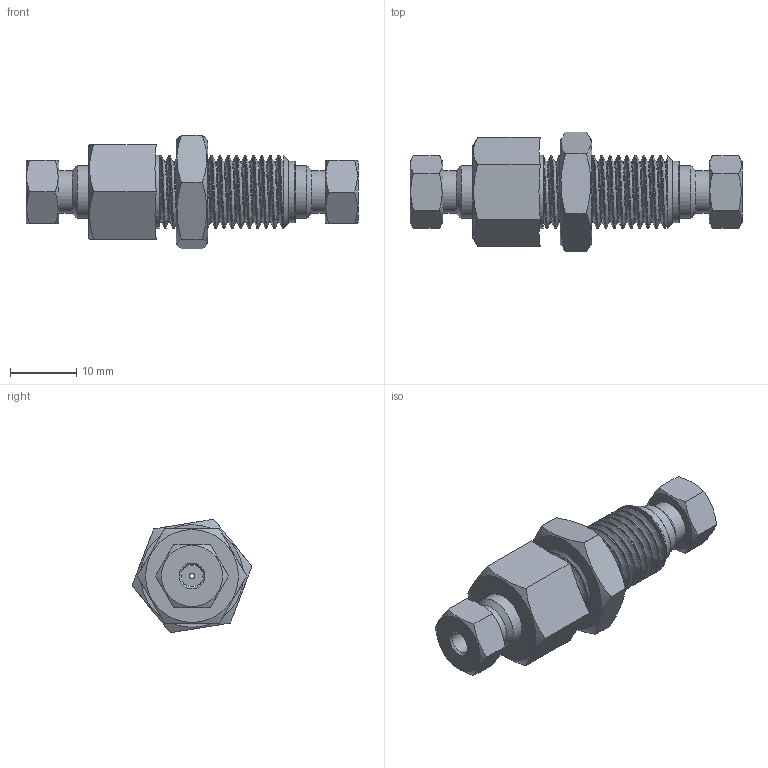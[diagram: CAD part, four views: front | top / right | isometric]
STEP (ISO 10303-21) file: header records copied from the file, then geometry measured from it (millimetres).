
FILE_DESCRIPTION((''),'2;1');
FILE_NAME('305207-ZBU2 Bulkhead internal union.stp','2013-08-23T14:34:04',('Franzp'),(''),'Autodesk Inventor 2013','Autodesk Inventor 2013','');
FILE_SCHEMA(('AUTOMOTIVE_DESIGN { 1 0 10303 214 1 1 1 1 }'));
Length unit declared in the file: millimetre
Products named in the file (3): 315200; 315207; 310536
Assembly tree (2 placements, depth 2):
  315200
    315207
    310536
Bounding box: 50.12 x 18.09 x 17.12 mm (x, y, z)
Volume: 646.4 mm3; surface area: 5016.7 mm2
Topology: 1 solids, 8 shells, 79 faces, 197 edges, 125 vertices
Faces by surface type: plane 38, cylinder 17, cone 17, bspline 6, torus 1
Full cylindrical faces by diameter (mm): 3.3 x2, 6.477 x2, 7.938 x2, 9.229 x2, 9.271 x1, 9.728 x1, 11.113 x1
Entity records: 9313 total; most frequent: CARTESIAN_POINT 7561, DIRECTION 314, ORIENTED_EDGE 296, EDGE_CURVE 161, AXIS2_PLACEMENT_3D 142, EDGE_LOOP 122, VERTEX_POINT 118, FACE_OUTER_BOUND 79
